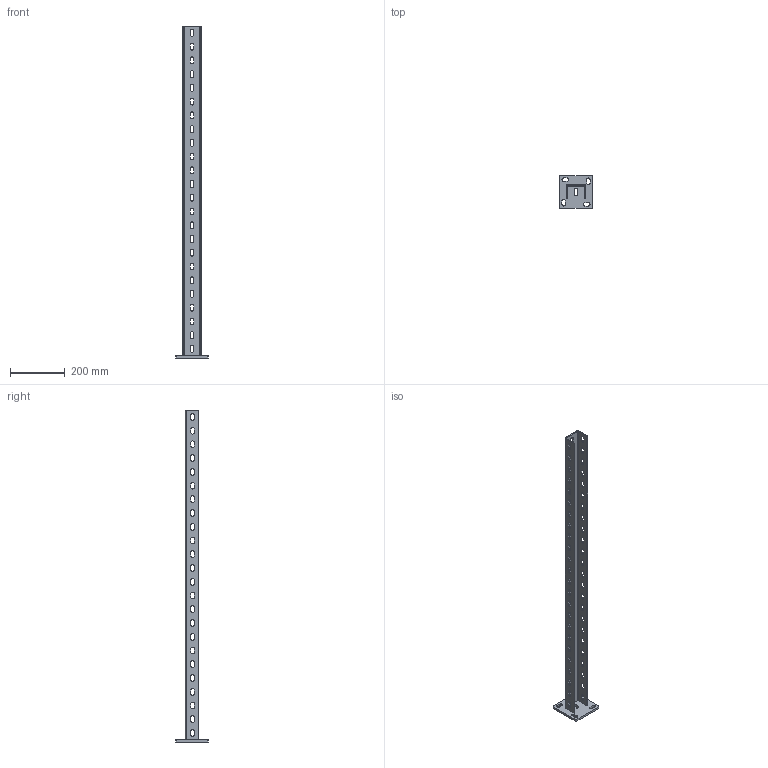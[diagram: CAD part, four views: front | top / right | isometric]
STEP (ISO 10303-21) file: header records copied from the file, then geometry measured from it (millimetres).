
FILE_DESCRIPTION (( 'STEP AP214' ), '1' );
FILE_NAME ('Äåòàë__1200.STEP', '2023-04-03T10:41:44', ( '' ), ( '' ), 'SwSTEP 2.0', 'SolidWorks 2022', '' );
FILE_SCHEMA (( 'AUTOMOTIVE_DESIGN' ));
Length unit declared in the file: millimetre
Products named in the file (1): Детал__1200
Bounding box: 120 x 120 x 1208 mm (x, y, z)
Volume: 784645.2 mm3; surface area: 400807.1 mm2
Topology: 1 solids, 1 shells, 405 faces, 1206 edges, 804 vertices
Faces by surface type: cylinder 236, plane 169
Entity records: 14114 total; most frequent: DIRECTION 2490, CARTESIAN_POINT 2416, ORIENTED_EDGE 2412, EDGE_CURVE 1206, AXIS2_PLACEMENT_3D 878, VERTEX_POINT 804, VECTOR 734, LINE 734
